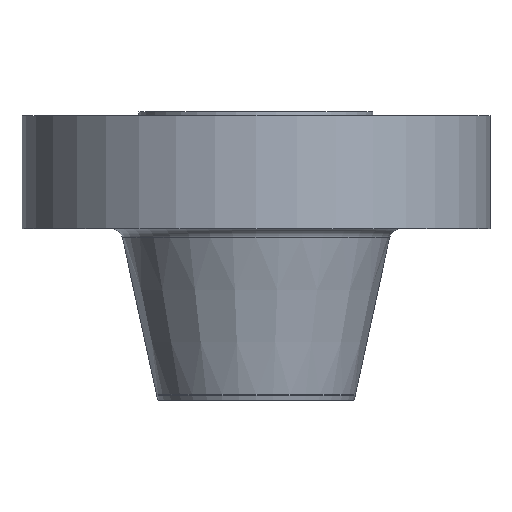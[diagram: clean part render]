
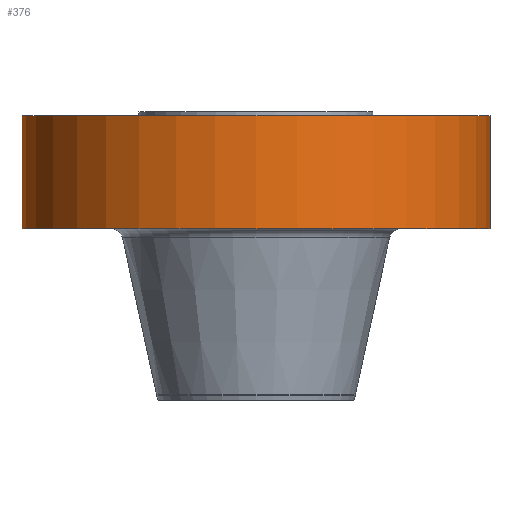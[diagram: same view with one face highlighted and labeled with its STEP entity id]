
A CAD part, front view. The second image highlights one B-rep face of the part: STEP entity #376.
In plain terms, the highlighted cylindrical face has radius 381 mm (diameter 762 mm), a partial arc.
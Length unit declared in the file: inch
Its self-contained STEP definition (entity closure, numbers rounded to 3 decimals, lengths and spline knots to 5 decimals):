
#21 = DIRECTION ( 'NONE',  ( 0., 0., 1. ) ) ;
#54 = CIRCLE ( 'NONE', #853, 15. ) ;
#55 = EDGE_CURVE ( 'NONE', #309, #926, #54, .T. ) ;
#85 = CARTESIAN_POINT ( 'NONE',  ( -15., 0., -7.5 ) ) ;
#179 = EDGE_CURVE ( 'NONE', #1385, #926, #227, .T. ) ;
#193 = DIRECTION ( 'NONE',  ( 0., 0., 1. ) ) ;
#227 = LINE ( 'NONE', #916, #1179 ) ;
#248 = AXIS2_PLACEMENT_3D ( 'NONE', #578, #590, #265 ) ;
#265 = DIRECTION ( 'NONE',  ( 1., 0., 0. ) ) ;
#309 = VERTEX_POINT ( 'NONE', #1448 ) ;
#320 = CARTESIAN_POINT ( 'NONE',  ( 15., 0., -0.25 ) ) ;
#358 = CYLINDRICAL_SURFACE ( 'NONE', #248, 15. ) ;
#376 = ADVANCED_FACE ( 'NONE', ( #1037 ), #358, .T. ) ;
#400 = CARTESIAN_POINT ( 'NONE',  ( 0., 0., -7.5 ) ) ;
#460 = CIRCLE ( 'NONE', #646, 15. ) ;
#578 = CARTESIAN_POINT ( 'NONE',  ( 0., 0., 0. ) ) ;
#590 = DIRECTION ( 'NONE',  ( 0., 0., 1. ) ) ;
#626 = CARTESIAN_POINT ( 'NONE',  ( 0., 0., -0.25 ) ) ;
#627 = CARTESIAN_POINT ( 'NONE',  ( 15., 0., -7.5 ) ) ;
#639 = EDGE_CURVE ( 'NONE', #1346, #309, #1035, .T. ) ;
#646 = AXIS2_PLACEMENT_3D ( 'NONE', #400, #713, #963 ) ;
#652 = ORIENTED_EDGE ( 'NONE', *, *, #1208, .T. ) ;
#653 = DIRECTION ( 'NONE',  ( 0., 0., 1. ) ) ;
#713 = DIRECTION ( 'NONE',  ( 0., 0., 1. ) ) ;
#853 = AXIS2_PLACEMENT_3D ( 'NONE', #626, #193, #1197 ) ;
#916 = CARTESIAN_POINT ( 'NONE',  ( 15., 0., 0. ) ) ;
#926 = VERTEX_POINT ( 'NONE', #320 ) ;
#932 = ORIENTED_EDGE ( 'NONE', *, *, #179, .T. ) ;
#963 = DIRECTION ( 'NONE',  ( 1., 0., 0. ) ) ;
#968 = ORIENTED_EDGE ( 'NONE', *, *, #639, .F. ) ;
#1016 = ORIENTED_EDGE ( 'NONE', *, *, #55, .F. ) ;
#1028 = CARTESIAN_POINT ( 'NONE',  ( -15., 0., 0. ) ) ;
#1035 = LINE ( 'NONE', #1028, #1327 ) ;
#1037 = FACE_OUTER_BOUND ( 'NONE', #1079, .T. ) ;
#1079 = EDGE_LOOP ( 'NONE', ( #968, #652, #932, #1016 ) ) ;
#1179 = VECTOR ( 'NONE', #653, 39.37008 ) ;
#1197 = DIRECTION ( 'NONE',  ( 1., 0., 0. ) ) ;
#1208 = EDGE_CURVE ( 'NONE', #1346, #1385, #460, .T. ) ;
#1327 = VECTOR ( 'NONE', #21, 39.37008 ) ;
#1346 = VERTEX_POINT ( 'NONE', #85 ) ;
#1385 = VERTEX_POINT ( 'NONE', #627 ) ;
#1448 = CARTESIAN_POINT ( 'NONE',  ( -15., 0., -0.25 ) ) ;
